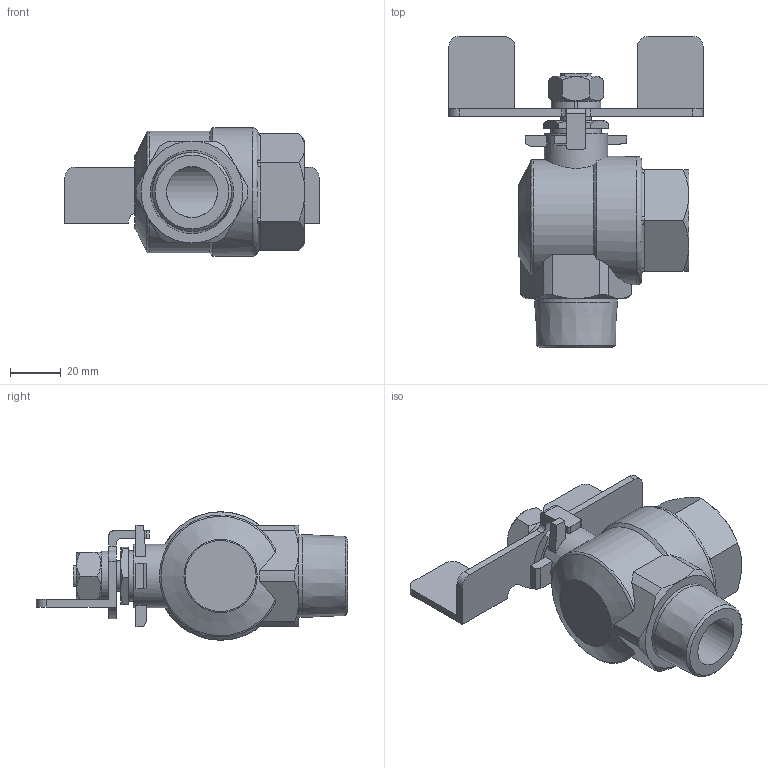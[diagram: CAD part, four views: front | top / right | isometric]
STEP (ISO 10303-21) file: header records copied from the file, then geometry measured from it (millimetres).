
FILE_DESCRIPTION(/* description */ ('Unknown'),/* implementation_level */ '2;1');
FILE_NAME(/* name */ 'R-636-DN25',/* time_stamp */ '2024-03-28T17:24:37+08:00',/* author */ ('Unknown'),/* organization */ ('Unknown'),/* preprocessor_version */ 'ST-DEVELOPER v16.7',/* originating_system */ 'DEX',/* authorisation */ $);
FILE_SCHEMA (('AUTOMOTIVE_DESIGN {1 0 10303 214 3 1 1}'));
Length unit declared in the file: millimetre
Products named in the file (2): R-636-DN25
Bounding box: 100 x 122.5 x 50.5 mm (x, y, z)
Volume: 115288.6 mm3; surface area: 35783 mm2
Topology: 1 solids, 1 shells, 179 faces, 465 edges, 296 vertices
Faces by surface type: plane 91, cylinder 45, cone 26, bspline 12, torus 5
Full cylindrical faces by diameter (mm): 12 x1, 12.5 x1, 20 x2, 25 x2, 32.5 x1, 32.629 x1, 50.5 x1
Entity records: 5669 total; most frequent: CARTESIAN_POINT 1475, ORIENTED_EDGE 882, DIRECTION 810, EDGE_CURVE 441, AXIS2_PLACEMENT_3D 300, VERTEX_POINT 289, EDGE_LOOP 214, FACE_BOUND 214
